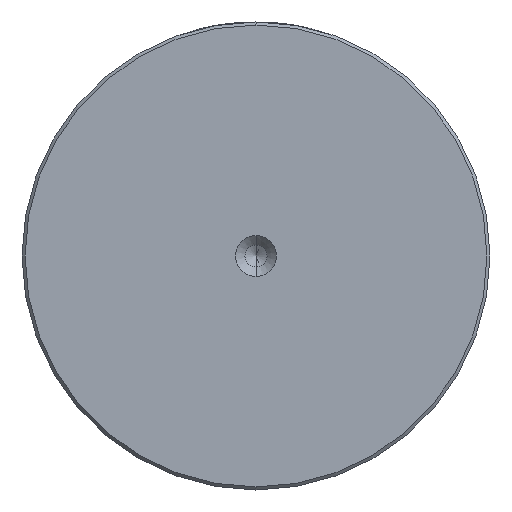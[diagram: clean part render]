
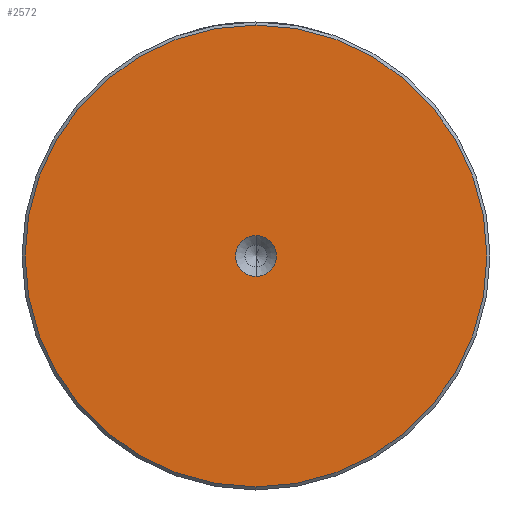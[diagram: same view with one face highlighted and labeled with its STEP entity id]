
A CAD part, left-side view. The second image highlights one B-rep face of the part: STEP entity #2572.
In plain terms, the highlighted planar face has unit normal (-1, 0, 0).
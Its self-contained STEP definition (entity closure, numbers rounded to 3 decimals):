
#78 = DIRECTION ( 'NONE',  ( 0., 0., 1. ) ) ;
#114 = ORIENTED_EDGE ( 'NONE', *, *, #2837, .F. ) ;
#222 = CIRCLE ( 'NONE', #1687, 37.5 ) ;
#287 = ORIENTED_EDGE ( 'NONE', *, *, #2952, .F. ) ;
#392 = EDGE_CURVE ( 'NONE', #1224, #412, #939, .T. ) ;
#412 = VERTEX_POINT ( 'NONE', #2501 ) ;
#429 = DIRECTION ( 'NONE',  ( -1., 0., 0. ) ) ;
#450 = CARTESIAN_POINT ( 'NONE',  ( 0., 0., 0. ) ) ;
#504 = CARTESIAN_POINT ( 'NONE',  ( 0., 0., -3.3 ) ) ;
#513 = CIRCLE ( 'NONE', #2677, 3.3 ) ;
#562 = EDGE_LOOP ( 'NONE', ( #1899, #946 ) ) ;
#726 = EDGE_CURVE ( 'NONE', #412, #1224, #222, .T. ) ;
#783 = CARTESIAN_POINT ( 'NONE',  ( 0., 0., 0. ) ) ;
#845 = FACE_OUTER_BOUND ( 'NONE', #562, .T. ) ;
#939 = CIRCLE ( 'NONE', #2116, 37.5 ) ;
#946 = ORIENTED_EDGE ( 'NONE', *, *, #392, .T. ) ;
#1000 = DIRECTION ( 'NONE',  ( 0., 0., 1. ) ) ;
#1133 = DIRECTION ( 'NONE',  ( -1., 0., 0. ) ) ;
#1224 = VERTEX_POINT ( 'NONE', #2017 ) ;
#1226 = FACE_BOUND ( 'NONE', #3005, .T. ) ;
#1499 = DIRECTION ( 'NONE',  ( -1., 0., 0. ) ) ;
#1567 = DIRECTION ( 'NONE',  ( 0., 0., 1. ) ) ;
#1687 = AXIS2_PLACEMENT_3D ( 'NONE', #2922, #1499, #78 ) ;
#1756 = CARTESIAN_POINT ( 'NONE',  ( 0., 0., 3.3 ) ) ;
#1771 = DIRECTION ( 'NONE',  ( -1., 0., 0. ) ) ;
#1780 = CARTESIAN_POINT ( 'NONE',  ( 0., 0., 0. ) ) ;
#1827 = CARTESIAN_POINT ( 'NONE',  ( 0., 0., 0. ) ) ;
#1875 = CIRCLE ( 'NONE', #2145, 3.3 ) ;
#1899 = ORIENTED_EDGE ( 'NONE', *, *, #726, .T. ) ;
#2017 = CARTESIAN_POINT ( 'NONE',  ( 0., 0., 37.5 ) ) ;
#2083 = DIRECTION ( 'NONE',  ( 0., 0., 1. ) ) ;
#2116 = AXIS2_PLACEMENT_3D ( 'NONE', #1780, #1771, #1567 ) ;
#2145 = AXIS2_PLACEMENT_3D ( 'NONE', #1827, #429, #2083 ) ;
#2354 = PLANE ( 'NONE',  #2741 ) ;
#2455 = DIRECTION ( 'NONE',  ( -1., 0., 0. ) ) ;
#2501 = CARTESIAN_POINT ( 'NONE',  ( 0., 0., -37.5 ) ) ;
#2572 = ADVANCED_FACE ( 'NONE', ( #845, #1226 ), #2354, .T. ) ;
#2677 = AXIS2_PLACEMENT_3D ( 'NONE', #783, #2455, #1000 ) ;
#2692 = VERTEX_POINT ( 'NONE', #504 ) ;
#2741 = AXIS2_PLACEMENT_3D ( 'NONE', #450, #1133, #2816 ) ;
#2816 = DIRECTION ( 'NONE',  ( 0., 0., 1. ) ) ;
#2837 = EDGE_CURVE ( 'NONE', #2692, #2898, #513, .T. ) ;
#2898 = VERTEX_POINT ( 'NONE', #1756 ) ;
#2922 = CARTESIAN_POINT ( 'NONE',  ( 0., 0., 0. ) ) ;
#2952 = EDGE_CURVE ( 'NONE', #2898, #2692, #1875, .T. ) ;
#3005 = EDGE_LOOP ( 'NONE', ( #287, #114 ) ) ;
